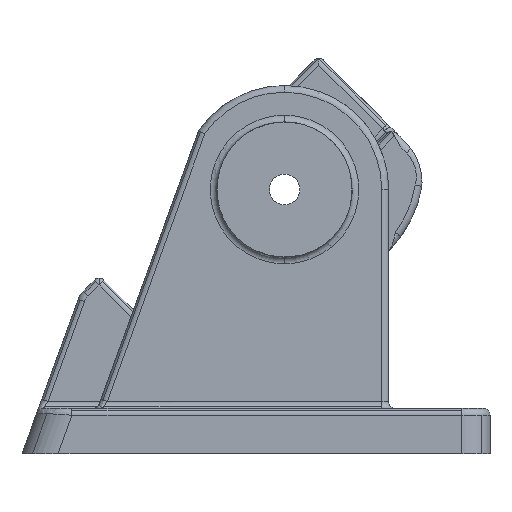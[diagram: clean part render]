
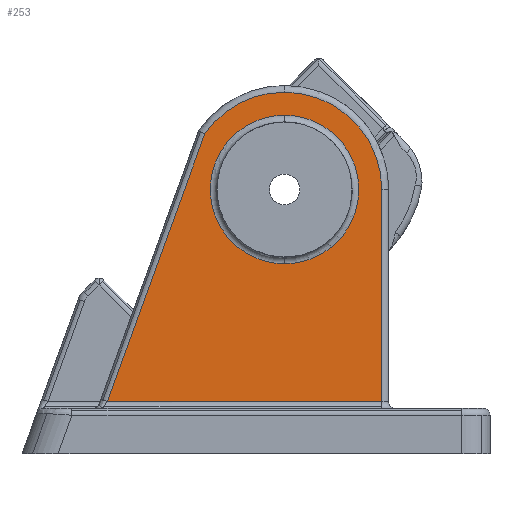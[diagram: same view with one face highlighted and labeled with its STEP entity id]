
A CAD part, left-side view. The second image highlights one B-rep face of the part: STEP entity #253.
In plain terms, the highlighted planar face has unit normal (-1, 0, 0).
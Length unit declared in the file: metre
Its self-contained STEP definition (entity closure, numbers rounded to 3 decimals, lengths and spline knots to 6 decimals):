
#253=ADVANCED_FACE('0:329',(#772,#773),#774,.F.);
#772=FACE_OUTER_BOUND('',#5362,.T.);
#773=FACE_BOUND('',#5363,.T.);
#774=PLANE('',#5364);
#5362=EDGE_LOOP('',(#10183,#10184,#10185,#10186,#10187));
#5363=EDGE_LOOP('',(#10188,#10189));
#5364=AXIS2_PLACEMENT_3D('',#10190,#10191,#10192);
#10183=ORIENTED_EDGE('',*,*,#11608,.F.);
#10184=ORIENTED_EDGE('',*,*,#11615,.F.);
#10185=ORIENTED_EDGE('',*,*,#11134,.F.);
#10186=ORIENTED_EDGE('',*,*,#11616,.F.);
#10187=ORIENTED_EDGE('',*,*,#11617,.F.);
#10188=ORIENTED_EDGE('',*,*,#10987,.F.);
#10189=ORIENTED_EDGE('',*,*,#11618,.F.);
#10190=CARTESIAN_POINT('',(-0.050226,-0.03589,0.011185));
#10191=DIRECTION('',(1.0,0.,0.));
#10192=DIRECTION('',(0.,-1.0,0.0));
#10987=EDGE_CURVE('0:1652',#11792,#11795,#11796,.T.);
#11134=EDGE_CURVE('0:1643',#12068,#12065,#12070,.T.);
#11608=EDGE_CURVE('0:1619',#12834,#12831,#12836,.T.);
#11615=EDGE_CURVE('0:1643',#12065,#12834,#12844,.T.);
#11616=EDGE_CURVE('0:1646',#12788,#12068,#12845,.T.);
#11617=EDGE_CURVE('0:1649',#12831,#12788,#12846,.T.);
#11618=EDGE_CURVE('0:1652',#11795,#11792,#12847,.T.);
#11792=VERTEX_POINT('',#13118);
#11795=VERTEX_POINT('',#13121);
#11796=CIRCLE('',#13122,0.0066);
#12065=VERTEX_POINT('',#13507);
#12068=VERTEX_POINT('',#13510);
#12070=CIRCLE('',#13533,0.008631);
#12788=VERTEX_POINT('',#14944);
#12831=VERTEX_POINT('',#15056);
#12834=VERTEX_POINT('',#15060);
#12836=LINE('',#15062,#15063);
#12844=CIRCLE('',#15128,0.008631);
#12845=LINE('',#15129,#15130);
#12846=LINE('',#15131,#15132);
#12847=CIRCLE('',#15133,0.0066);
#13118=CARTESIAN_POINT('',(-0.050226,-0.01664,0.042056));
#13121=CARTESIAN_POINT('',(-0.050226,-0.01664,0.028856));
#13122=AXIS2_PLACEMENT_3D('',#15533,#15534,#15535);
#13507=CARTESIAN_POINT('',(-0.050226,-0.01664,0.044087));
#13510=CARTESIAN_POINT('',(-0.050226,-0.009559,0.04039));
#13533=AXIS2_PLACEMENT_3D('',#15821,#15822,#15823);
#14944=CARTESIAN_POINT('',(-0.050226,-0.000909,0.016625));
#15056=CARTESIAN_POINT('',(-0.050226,-0.02527,0.016625));
#15060=CARTESIAN_POINT('',(-0.050226,-0.025271,0.035456));
#15062=CARTESIAN_POINT('',(-0.050226,-0.025271,0.011185));
#15063=VECTOR('',#16750,0.0006);
#15128=AXIS2_PLACEMENT_3D('',#16758,#16759,#16760);
#15129=CARTESIAN_POINT('',(-0.050226,-0.004971,0.027786));
#15130=VECTOR('',#16761,1.0);
#15131=CARTESIAN_POINT('',(-0.050226,-0.023194,0.016625));
#15132=VECTOR('',#16762,1.0);
#15133=AXIS2_PLACEMENT_3D('',#16763,#16764,#16765);
#15533=CARTESIAN_POINT('',(-0.050226,-0.01664,0.035456));
#15534=DIRECTION('',(-1.0,0.,0.));
#15535=DIRECTION('',(0.,0.0,1.0));
#15821=CARTESIAN_POINT('',(-0.050226,-0.01664,0.035456));
#15822=DIRECTION('',(1.0,0.,0.));
#15823=DIRECTION('',(0.,-0.386,0.923));
#16750=DIRECTION('',(0.,0.,-1.0));
#16758=CARTESIAN_POINT('',(-0.050226,-0.01664,0.035456));
#16759=DIRECTION('',(1.0,0.,0.));
#16760=DIRECTION('',(0.,-0.386,0.923));
#16761=DIRECTION('',(0.,-0.342,0.94));
#16762=DIRECTION('',(0.,1.0,0.0));
#16763=CARTESIAN_POINT('',(-0.050226,-0.01664,0.035456));
#16764=DIRECTION('',(-1.0,0.,0.));
#16765=DIRECTION('',(0.,0.0,1.0));
